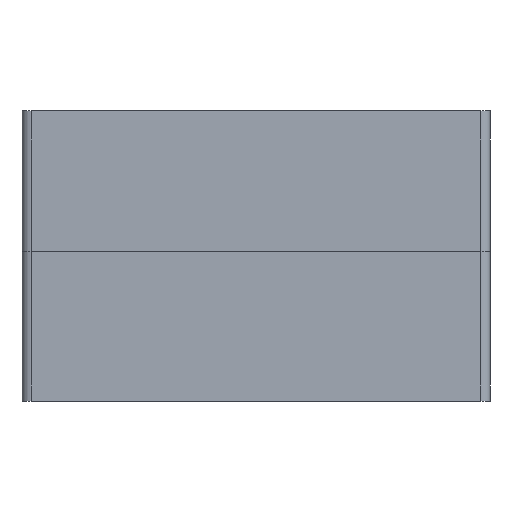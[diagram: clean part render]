
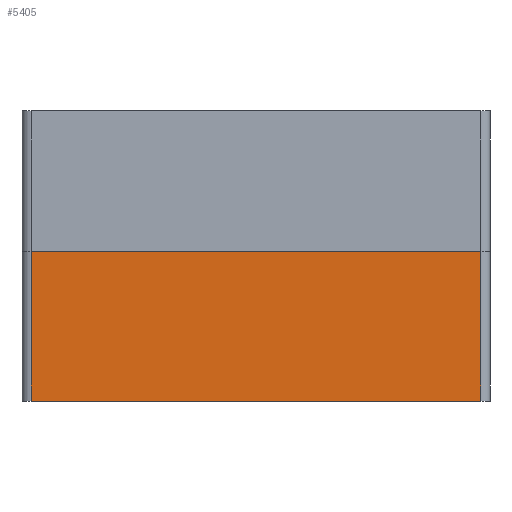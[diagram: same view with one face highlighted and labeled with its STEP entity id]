
A CAD part, left-side view. The second image highlights one B-rep face of the part: STEP entity #5405.
In plain terms, the highlighted planar face has unit normal (-1, 0, 0).
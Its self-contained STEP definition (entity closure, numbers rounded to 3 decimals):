
#391 = PLANE('',#392);
#392 = AXIS2_PLACEMENT_3D('',#393,#394,#395);
#393 = CARTESIAN_POINT('',(0.,0.,-16.));
#394 = DIRECTION('',(0.,0.,1.));
#395 = DIRECTION('',(1.,0.,-0.));
#646 = PLANE('',#647);
#647 = AXIS2_PLACEMENT_3D('',#648,#649,#650);
#648 = CARTESIAN_POINT('',(-25.3,0.,0.));
#649 = DIRECTION('',(0.,0.,1.));
#650 = DIRECTION('',(1.,0.,-0.));
#697 = CYLINDRICAL_SURFACE('',#698,1.);
#698 = AXIS2_PLACEMENT_3D('',#699,#700,#701);
#699 = CARTESIAN_POINT('',(-34.5,24.,-16.));
#700 = DIRECTION('',(0.,0.,1.));
#701 = DIRECTION('',(-1.,0.,0.));
#775 = CYLINDRICAL_SURFACE('',#776,1.);
#776 = AXIS2_PLACEMENT_3D('',#777,#778,#779);
#777 = CARTESIAN_POINT('',(-34.5,-24.,-16.));
#778 = DIRECTION('',(0.,0.,1.));
#779 = DIRECTION('',(-1.,0.,0.));
#2700 = VERTEX_POINT('',#2701);
#2701 = CARTESIAN_POINT('',(-35.5,24.,-16.));
#2727 = EDGE_CURVE('',#2700,#2728,#2730,.T.);
#2728 = VERTEX_POINT('',#2729);
#2729 = CARTESIAN_POINT('',(-35.5,-24.,-16.));
#2730 = SURFACE_CURVE('',#2731,(#2735,#2742),.PCURVE_S1.);
#2731 = LINE('',#2732,#2733);
#2732 = CARTESIAN_POINT('',(-35.5,25.,-16.));
#2733 = VECTOR('',#2734,1.);
#2734 = DIRECTION('',(0.,-1.,0.));
#2735 = PCURVE('',#391,#2736);
#2736 = DEFINITIONAL_REPRESENTATION('',(#2737),#2741);
#2737 = LINE('',#2738,#2739);
#2738 = CARTESIAN_POINT('',(-35.5,25.));
#2739 = VECTOR('',#2740,1.);
#2740 = DIRECTION('',(0.,-1.));
#2741 = ( GEOMETRIC_REPRESENTATION_CONTEXT(2) 
PARAMETRIC_REPRESENTATION_CONTEXT() REPRESENTATION_CONTEXT('2D SPACE',''
  ) );
#2742 = PCURVE('',#2743,#2748);
#2743 = PLANE('',#2744);
#2744 = AXIS2_PLACEMENT_3D('',#2745,#2746,#2747);
#2745 = CARTESIAN_POINT('',(-35.5,25.,-16.));
#2746 = DIRECTION('',(1.,0.,-0.));
#2747 = DIRECTION('',(0.,-1.,0.));
#2748 = DEFINITIONAL_REPRESENTATION('',(#2749),#2753);
#2749 = LINE('',#2750,#2751);
#2750 = CARTESIAN_POINT('',(0.,0.));
#2751 = VECTOR('',#2752,1.);
#2752 = DIRECTION('',(1.,0.));
#2753 = ( GEOMETRIC_REPRESENTATION_CONTEXT(2) 
PARAMETRIC_REPRESENTATION_CONTEXT() REPRESENTATION_CONTEXT('2D SPACE',''
  ) );
#2987 = VERTEX_POINT('',#2988);
#2988 = CARTESIAN_POINT('',(-35.5,24.,0.));
#3014 = EDGE_CURVE('',#2700,#2987,#3015,.T.);
#3015 = SURFACE_CURVE('',#3016,(#3020,#3027),.PCURVE_S1.);
#3016 = LINE('',#3017,#3018);
#3017 = CARTESIAN_POINT('',(-35.5,24.,-16.));
#3018 = VECTOR('',#3019,1.);
#3019 = DIRECTION('',(0.,0.,1.));
#3020 = PCURVE('',#697,#3021);
#3021 = DEFINITIONAL_REPRESENTATION('',(#3022),#3026);
#3022 = LINE('',#3023,#3024);
#3023 = CARTESIAN_POINT('',(-0.,0.));
#3024 = VECTOR('',#3025,1.);
#3025 = DIRECTION('',(-0.,1.));
#3026 = ( GEOMETRIC_REPRESENTATION_CONTEXT(2) 
PARAMETRIC_REPRESENTATION_CONTEXT() REPRESENTATION_CONTEXT('2D SPACE',''
  ) );
#3027 = PCURVE('',#2743,#3028);
#3028 = DEFINITIONAL_REPRESENTATION('',(#3029),#3033);
#3029 = LINE('',#3030,#3031);
#3030 = CARTESIAN_POINT('',(1.,0.));
#3031 = VECTOR('',#3032,1.);
#3032 = DIRECTION('',(0.,-1.));
#3033 = ( GEOMETRIC_REPRESENTATION_CONTEXT(2) 
PARAMETRIC_REPRESENTATION_CONTEXT() REPRESENTATION_CONTEXT('2D SPACE',''
  ) );
#3242 = EDGE_CURVE('',#2987,#3243,#3245,.T.);
#3243 = VERTEX_POINT('',#3244);
#3244 = CARTESIAN_POINT('',(-35.5,-24.,0.));
#3245 = SURFACE_CURVE('',#3246,(#3250,#3257),.PCURVE_S1.);
#3246 = LINE('',#3247,#3248);
#3247 = CARTESIAN_POINT('',(-35.5,25.,0.));
#3248 = VECTOR('',#3249,1.);
#3249 = DIRECTION('',(0.,-1.,0.));
#3250 = PCURVE('',#646,#3251);
#3251 = DEFINITIONAL_REPRESENTATION('',(#3252),#3256);
#3252 = LINE('',#3253,#3254);
#3253 = CARTESIAN_POINT('',(-10.2,25.));
#3254 = VECTOR('',#3255,1.);
#3255 = DIRECTION('',(0.,-1.));
#3256 = ( GEOMETRIC_REPRESENTATION_CONTEXT(2) 
PARAMETRIC_REPRESENTATION_CONTEXT() REPRESENTATION_CONTEXT('2D SPACE',''
  ) );
#3257 = PCURVE('',#2743,#3258);
#3258 = DEFINITIONAL_REPRESENTATION('',(#3259),#3263);
#3259 = LINE('',#3260,#3261);
#3260 = CARTESIAN_POINT('',(0.,-16.));
#3261 = VECTOR('',#3262,1.);
#3262 = DIRECTION('',(1.,0.));
#3263 = ( GEOMETRIC_REPRESENTATION_CONTEXT(2) 
PARAMETRIC_REPRESENTATION_CONTEXT() REPRESENTATION_CONTEXT('2D SPACE',''
  ) );
#3418 = EDGE_CURVE('',#2728,#3243,#3419,.T.);
#3419 = SURFACE_CURVE('',#3420,(#3424,#3431),.PCURVE_S1.);
#3420 = LINE('',#3421,#3422);
#3421 = CARTESIAN_POINT('',(-35.5,-24.,-16.));
#3422 = VECTOR('',#3423,1.);
#3423 = DIRECTION('',(0.,0.,1.));
#3424 = PCURVE('',#775,#3425);
#3425 = DEFINITIONAL_REPRESENTATION('',(#3426),#3430);
#3426 = LINE('',#3427,#3428);
#3427 = CARTESIAN_POINT('',(0.,0.));
#3428 = VECTOR('',#3429,1.);
#3429 = DIRECTION('',(0.,1.));
#3430 = ( GEOMETRIC_REPRESENTATION_CONTEXT(2) 
PARAMETRIC_REPRESENTATION_CONTEXT() REPRESENTATION_CONTEXT('2D SPACE',''
  ) );
#3431 = PCURVE('',#2743,#3432);
#3432 = DEFINITIONAL_REPRESENTATION('',(#3433),#3437);
#3433 = LINE('',#3434,#3435);
#3434 = CARTESIAN_POINT('',(49.,0.));
#3435 = VECTOR('',#3436,1.);
#3436 = DIRECTION('',(0.,-1.));
#3437 = ( GEOMETRIC_REPRESENTATION_CONTEXT(2) 
PARAMETRIC_REPRESENTATION_CONTEXT() REPRESENTATION_CONTEXT('2D SPACE',''
  ) );
#5405 = ADVANCED_FACE('',(#5406),#2743,.F.);
#5406 = FACE_BOUND('',#5407,.F.);
#5407 = EDGE_LOOP('',(#5408,#5409,#5410,#5411));
#5408 = ORIENTED_EDGE('',*,*,#2727,.F.);
#5409 = ORIENTED_EDGE('',*,*,#3014,.T.);
#5410 = ORIENTED_EDGE('',*,*,#3242,.T.);
#5411 = ORIENTED_EDGE('',*,*,#3418,.F.);
